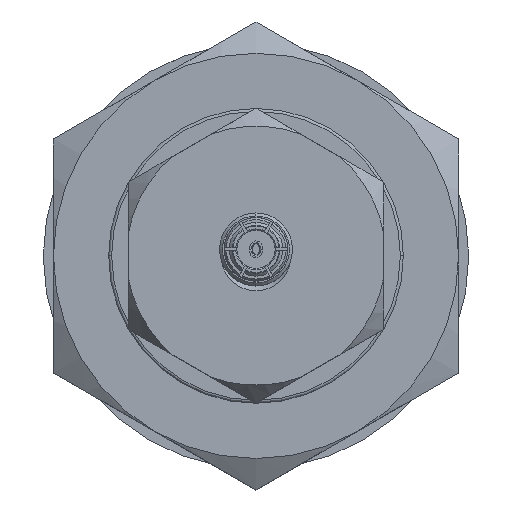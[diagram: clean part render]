
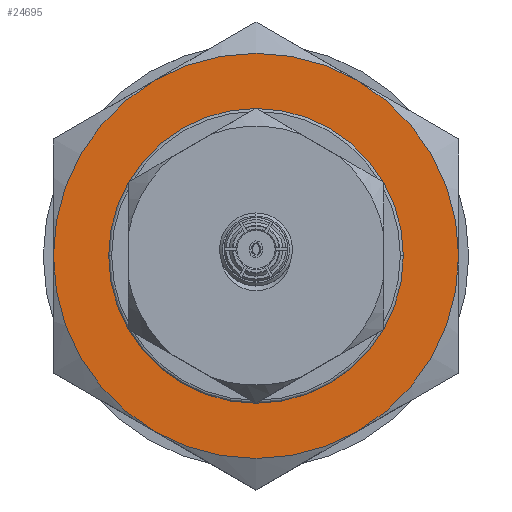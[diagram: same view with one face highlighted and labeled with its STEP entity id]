
A CAD part, top view. The second image highlights one B-rep face of the part: STEP entity #24695.
In plain terms, the highlighted face is planar.
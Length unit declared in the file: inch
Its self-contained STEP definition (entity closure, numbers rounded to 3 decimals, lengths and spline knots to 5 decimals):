
#1154 = ORIENTED_EDGE ( 'NONE', *, *, #12412, .T. ) ;
#1353 = CIRCLE ( 'NONE', #22316, 0.34375 ) ;
#1681 = CARTESIAN_POINT ( 'NONE',  ( 0.94, 0., 0. ) ) ;
#2111 = CARTESIAN_POINT ( 'NONE',  ( 0.94, 0., 0. ) ) ;
#2749 = VERTEX_POINT ( 'NONE', #31297 ) ;
#3257 = DIRECTION ( 'NONE',  ( 1., 0., 0. ) ) ;
#5290 = EDGE_LOOP ( 'NONE', ( #18398, #1154, #15397, #28171, #26520, #7669 ) ) ;
#6034 = AXIS2_PLACEMENT_3D ( 'NONE', #1681, #11867, #29035 ) ;
#7067 = AXIS2_PLACEMENT_3D ( 'NONE', #8976, #31259, #16640 ) ;
#7669 = ORIENTED_EDGE ( 'NONE', *, *, #25482, .T. ) ;
#7823 = EDGE_CURVE ( 'NONE', #16701, #21991, #20225, .T. ) ;
#8023 = EDGE_CURVE ( 'NONE', #29142, #16701, #24309, .T. ) ;
#8601 = AXIS2_PLACEMENT_3D ( 'NONE', #20887, #30682, #15616 ) ;
#8976 = CARTESIAN_POINT ( 'NONE',  ( 0.94, 0.4, 0. ) ) ;
#9481 = DIRECTION ( 'NONE',  ( 0., -1., 0. ) ) ;
#10529 = CARTESIAN_POINT ( 'NONE',  ( 0.94, 0.17187, 0.2977 ) ) ;
#10623 = AXIS2_PLACEMENT_3D ( 'NONE', #24827, #26940, #24672 ) ;
#10656 = CARTESIAN_POINT ( 'NONE',  ( 0.94, -0.25, 0. ) ) ;
#10786 = DIRECTION ( 'NONE',  ( 0., 1., 0. ) ) ;
#11072 = AXIS2_PLACEMENT_3D ( 'NONE', #2111, #11881, #9481 ) ;
#11849 = ORIENTED_EDGE ( 'NONE', *, *, #22733, .F. ) ;
#11867 = DIRECTION ( 'NONE',  ( 1., 0., 0. ) ) ;
#11881 = DIRECTION ( 'NONE',  ( 1., 0., 0. ) ) ;
#12396 = CARTESIAN_POINT ( 'NONE',  ( 0.94, -0.17188, 0.2977 ) ) ;
#12412 = EDGE_CURVE ( 'NONE', #16007, #26366, #18257, .T. ) ;
#13021 = DIRECTION ( 'NONE',  ( 0., 1., 0. ) ) ;
#13353 = EDGE_CURVE ( 'NONE', #17407, #2749, #22892, .T. ) ;
#13686 = CIRCLE ( 'NONE', #10623, 0.34375 ) ;
#13782 = PLANE ( 'NONE',  #7067 ) ;
#14161 = CIRCLE ( 'NONE', #11072, 0.25 ) ;
#15397 = ORIENTED_EDGE ( 'NONE', *, *, #24225, .T. ) ;
#15616 = DIRECTION ( 'NONE',  ( 0., 1., 0. ) ) ;
#15922 = CARTESIAN_POINT ( 'NONE',  ( 0.94, 0., 0. ) ) ;
#16007 = VERTEX_POINT ( 'NONE', #18027 ) ;
#16147 = AXIS2_PLACEMENT_3D ( 'NONE', #31150, #19075, #28883 ) ;
#16640 = DIRECTION ( 'NONE',  ( 0., -1., 0. ) ) ;
#16701 = VERTEX_POINT ( 'NONE', #19937 ) ;
#17407 = VERTEX_POINT ( 'NONE', #10656 ) ;
#18027 = CARTESIAN_POINT ( 'NONE',  ( 0.94, -0.34375, 0. ) ) ;
#18257 = CIRCLE ( 'NONE', #21822, 0.34375 ) ;
#18398 = ORIENTED_EDGE ( 'NONE', *, *, #19237, .T. ) ;
#18815 = CIRCLE ( 'NONE', #8601, 0.34375 ) ;
#19030 = FACE_BOUND ( 'NONE', #29663, .T. ) ;
#19075 = DIRECTION ( 'NONE',  ( 1., 0., 0. ) ) ;
#19237 = EDGE_CURVE ( 'NONE', #29183, #16007, #1353, .T. ) ;
#19558 = DIRECTION ( 'NONE',  ( 0., 1., 0. ) ) ;
#19937 = CARTESIAN_POINT ( 'NONE',  ( 0.94, 0.34375, 0. ) ) ;
#20225 = CIRCLE ( 'NONE', #22775, 0.34375 ) ;
#20887 = CARTESIAN_POINT ( 'NONE',  ( 0.94, 0., 0. ) ) ;
#21231 = CARTESIAN_POINT ( 'NONE',  ( 0.94, 0.17187, -0.2977 ) ) ;
#21699 = ORIENTED_EDGE ( 'NONE', *, *, #13353, .F. ) ;
#21822 = AXIS2_PLACEMENT_3D ( 'NONE', #15922, #3257, #13021 ) ;
#21991 = VERTEX_POINT ( 'NONE', #10529 ) ;
#22316 = AXIS2_PLACEMENT_3D ( 'NONE', #25031, #25519, #10786 ) ;
#22733 = EDGE_CURVE ( 'NONE', #2749, #17407, #14161, .T. ) ;
#22775 = AXIS2_PLACEMENT_3D ( 'NONE', #23891, #29362, #19558 ) ;
#22892 = CIRCLE ( 'NONE', #6034, 0.25 ) ;
#23891 = CARTESIAN_POINT ( 'NONE',  ( 0.94, 0., 0. ) ) ;
#24225 = EDGE_CURVE ( 'NONE', #26366, #29142, #13686, .T. ) ;
#24309 = CIRCLE ( 'NONE', #16147, 0.34375 ) ;
#24672 = DIRECTION ( 'NONE',  ( 0., 1., 0. ) ) ;
#24695 = ADVANCED_FACE ( 'NONE', ( #19030, #28685 ), #13782, .F. ) ;
#24827 = CARTESIAN_POINT ( 'NONE',  ( 0.94, 0., 0. ) ) ;
#25031 = CARTESIAN_POINT ( 'NONE',  ( 0.94, 0., 0. ) ) ;
#25482 = EDGE_CURVE ( 'NONE', #21991, #29183, #18815, .T. ) ;
#25519 = DIRECTION ( 'NONE',  ( 1., 0., 0. ) ) ;
#26366 = VERTEX_POINT ( 'NONE', #30404 ) ;
#26520 = ORIENTED_EDGE ( 'NONE', *, *, #7823, .T. ) ;
#26940 = DIRECTION ( 'NONE',  ( 1., 0., 0. ) ) ;
#28171 = ORIENTED_EDGE ( 'NONE', *, *, #8023, .T. ) ;
#28685 = FACE_OUTER_BOUND ( 'NONE', #5290, .T. ) ;
#28883 = DIRECTION ( 'NONE',  ( 0., 1., 0. ) ) ;
#29035 = DIRECTION ( 'NONE',  ( 0., -1., 0. ) ) ;
#29142 = VERTEX_POINT ( 'NONE', #21231 ) ;
#29183 = VERTEX_POINT ( 'NONE', #12396 ) ;
#29362 = DIRECTION ( 'NONE',  ( 1., 0., 0. ) ) ;
#29663 = EDGE_LOOP ( 'NONE', ( #21699, #11849 ) ) ;
#30404 = CARTESIAN_POINT ( 'NONE',  ( 0.94, -0.17188, -0.2977 ) ) ;
#30682 = DIRECTION ( 'NONE',  ( 1., 0., 0. ) ) ;
#31150 = CARTESIAN_POINT ( 'NONE',  ( 0.94, 0., 0. ) ) ;
#31259 = DIRECTION ( 'NONE',  ( -1., 0., 0. ) ) ;
#31297 = CARTESIAN_POINT ( 'NONE',  ( 0.94, 0.25, 0. ) ) ;
